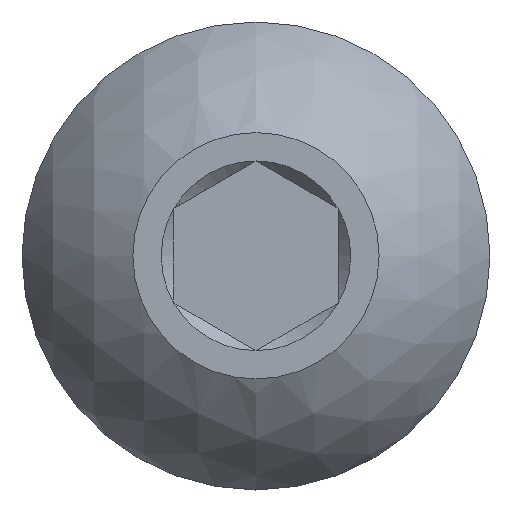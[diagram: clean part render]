
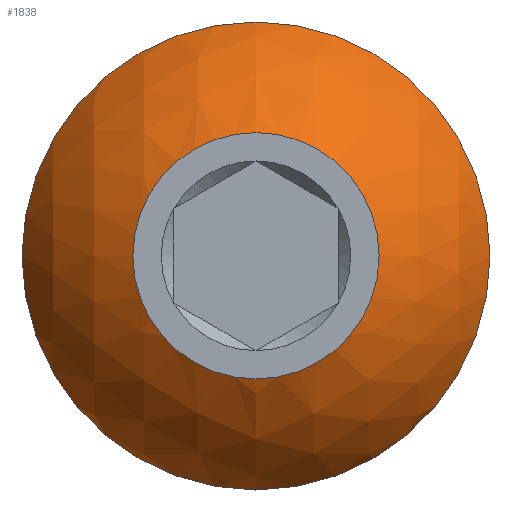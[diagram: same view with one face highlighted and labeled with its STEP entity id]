
A CAD part, top view. The second image highlights one B-rep face of the part: STEP entity #1838.
In plain terms, the highlighted spherical face has radius 3.172 mm.
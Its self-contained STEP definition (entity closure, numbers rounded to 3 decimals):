
#33=FACE_BOUND('',#308,.T.);
#36=SPHERICAL_SURFACE('',#1966,3.172);
#203=FACE_OUTER_BOUND('',#307,.T.);
#307=EDGE_LOOP('',(#1519));
#308=EDGE_LOOP('',(#1520));
#337=CIRCLE('',#1964,2.85);
#339=CIRCLE('',#1967,1.5);
#873=VERTEX_POINT('',#8500);
#875=VERTEX_POINT('',#8506);
#1145=EDGE_CURVE('',#873,#873,#337,.T.);
#1148=EDGE_CURVE('',#875,#875,#339,.T.);
#1519=ORIENTED_EDGE('',*,*,#1145,.T.);
#1520=ORIENTED_EDGE('',*,*,#1148,.F.);
#1838=ADVANCED_FACE('',(#203,#33),#36,.T.);
#1964=AXIS2_PLACEMENT_3D('',#8501,#2259,#2260);
#1966=AXIS2_PLACEMENT_3D('',#8505,#2264,#2265);
#1967=AXIS2_PLACEMENT_3D('',#8507,#2266,#2267);
#2259=DIRECTION('center_axis',(0.,0.,1.));
#2260=DIRECTION('ref_axis',(1.,0.,0.));
#2264=DIRECTION('center_axis',(1.,0.,0.));
#2265=DIRECTION('ref_axis',(0.,-1.,0.));
#2266=DIRECTION('center_axis',(0.,0.,1.));
#2267=DIRECTION('ref_axis',(1.,0.,0.));
#8500=CARTESIAN_POINT('',(-2.85,0.,-1.403));
#8501=CARTESIAN_POINT('Origin',(0.,0.,-1.403));
#8505=CARTESIAN_POINT('Origin',(0.,0.,
-2.795));
#8506=CARTESIAN_POINT('',(0.,-1.5,0.));
#8507=CARTESIAN_POINT('Origin',(0.,0.,0.));
